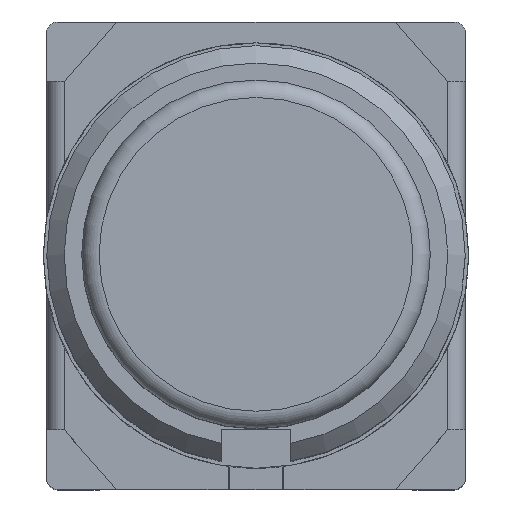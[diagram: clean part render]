
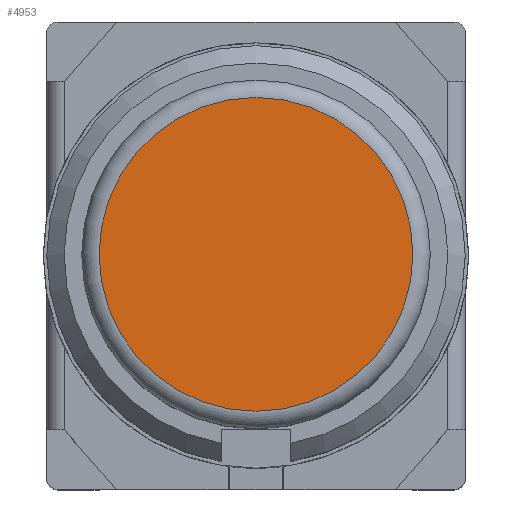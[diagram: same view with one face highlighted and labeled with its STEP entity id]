
A CAD part, top view. The second image highlights one B-rep face of the part: STEP entity #4953.
In plain terms, the highlighted planar face has unit normal (0, 0, 1).
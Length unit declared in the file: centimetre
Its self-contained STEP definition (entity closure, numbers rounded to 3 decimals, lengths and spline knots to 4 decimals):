
#47=PLANE('',#5248);
#1513=FACE_OUTER_BOUND('',#1790,.T.);
#1790=EDGE_LOOP('',(#3460));
#2083=CIRCLE('',#5245,0.45);
#2222=VERTEX_POINT('',#7130);
#2705=EDGE_CURVE('',#2222,#2222,#2083,.T.);
#3460=ORIENTED_EDGE('',*,*,#2705,.F.);
#4953=ADVANCED_FACE('',(#1513),#47,.F.);
#5245=AXIS2_PLACEMENT_3D('',#7132,#5679,#5680);
#5248=AXIS2_PLACEMENT_3D('',#7137,#5686,#5687);
#5679=DIRECTION('center_axis',(0.,0.,
-1.));
#5680=DIRECTION('ref_axis',(1.,0.,0.));
#5686=DIRECTION('center_axis',(0.,0.,
-1.));
#5687=DIRECTION('ref_axis',(1.,0.,0.));
#7130=CARTESIAN_POINT('',(-0.45,0.,3.23));
#7132=CARTESIAN_POINT('Origin',(0.,0.,
3.23));
#7137=CARTESIAN_POINT('Origin',(0.,0.,
3.23));
